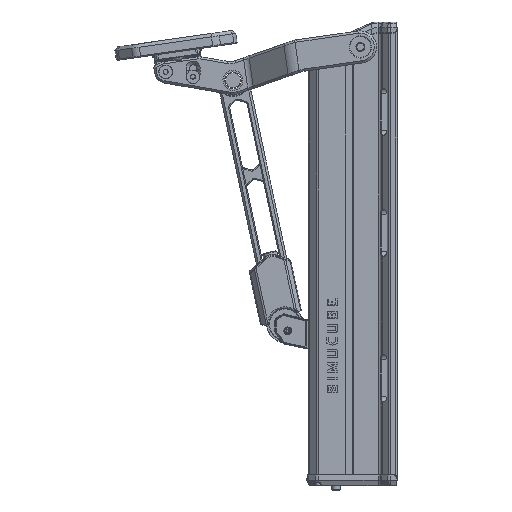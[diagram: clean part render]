
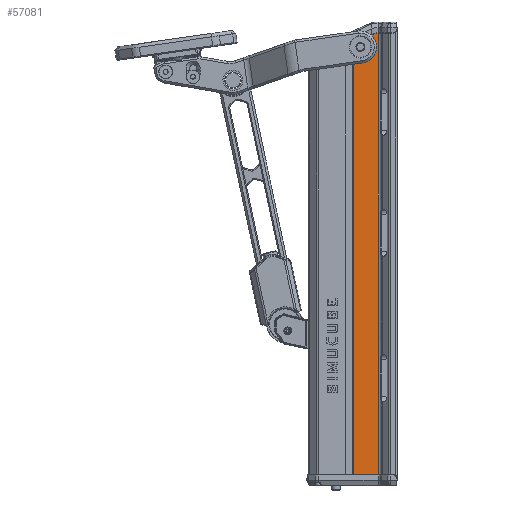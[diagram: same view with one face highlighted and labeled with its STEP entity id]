
A CAD part, left-side view. The second image highlights one B-rep face of the part: STEP entity #57081.
In plain terms, the highlighted planar face has unit normal (-1, 0, 0).
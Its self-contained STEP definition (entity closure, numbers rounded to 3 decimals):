
#2450=CIRCLE('',#61115,15.);
#2451=CIRCLE('',#61116,6.);
#3429=LINE('',#81894,#8870);
#6169=LINE('',#95253,#11610);
#7605=LINE('',#101391,#13046);
#7606=LINE('',#101394,#13047);
#8870=VECTOR('',#63052,10.);
#11610=VECTOR('',#70036,10.);
#13046=VECTOR('',#73646,0.5);
#13047=VECTOR('',#73649,10.);
#14544=FACE_BOUND('',#20717,.T.);
#17230=FACE_OUTER_BOUND('',#20716,.T.);
#20716=EDGE_LOOP('',(#49744,#49745,#49746,#49747,#49748));
#20717=EDGE_LOOP('',(#49749));
#23035=VERTEX_POINT('',#81891);
#23036=VERTEX_POINT('',#81893);
#25783=VERTEX_POINT('',#95250);
#25784=VERTEX_POINT('',#95252);
#26875=VERTEX_POINT('',#101393);
#26876=VERTEX_POINT('',#101396);
#28621=EDGE_CURVE('',#23036,#23035,#3429,.T.);
#32699=EDGE_CURVE('',#25784,#25783,#6169,.T.);
#34632=EDGE_CURVE('',#25784,#23035,#7605,.T.);
#34633=EDGE_CURVE('',#26875,#25783,#7606,.T.);
#34634=EDGE_CURVE('',#23036,#26875,#2450,.T.);
#34635=EDGE_CURVE('',#26876,#26876,#2451,.T.);
#49744=ORIENTED_EDGE('',*,*,#32699,.T.);
#49745=ORIENTED_EDGE('',*,*,#34633,.F.);
#49746=ORIENTED_EDGE('',*,*,#34634,.F.);
#49747=ORIENTED_EDGE('',*,*,#28621,.T.);
#49748=ORIENTED_EDGE('',*,*,#34632,.F.);
#49749=ORIENTED_EDGE('',*,*,#34635,.T.);
#54151=PLANE('',#61114);
#57081=ADVANCED_FACE('',(#17230,#14544),#54151,.T.);
#61114=AXIS2_PLACEMENT_3D('',#101392,#73647,#73648);
#61115=AXIS2_PLACEMENT_3D('',#101395,#73650,#73651);
#61116=AXIS2_PLACEMENT_3D('',#101397,#73652,#73653);
#63052=DIRECTION('',(0.,0.914,-0.407));
#70036=DIRECTION('',(0.,-1.,0.));
#73646=DIRECTION('',(0.,0.,1.));
#73647=DIRECTION('center_axis',(-1.,0.,0.));
#73648=DIRECTION('ref_axis',(0.,1.,0.));
#73649=DIRECTION('',(0.,0.,-1.));
#73650=DIRECTION('center_axis',(1.,0.,0.));
#73651=DIRECTION('ref_axis',(0.,0.208,0.978));
#73652=DIRECTION('center_axis',(1.,0.,0.));
#73653=DIRECTION('ref_axis',(0.,-1.,0.));
#81891=CARTESIAN_POINT('',(-36.,39.52,-8.691));
#81893=CARTESIAN_POINT('',(-36.,22.913,-1.297));
#81894=CARTESIAN_POINT('',(-36.,32.549,-5.587));
#95250=CARTESIAN_POINT('',(-36.,17.,-402.));
#95252=CARTESIAN_POINT('',(-36.,39.52,-402.));
#95253=CARTESIAN_POINT('',(-36.,27.933,-402.));
#101391=CARTESIAN_POINT('',(-36.,39.52,0.));
#101392=CARTESIAN_POINT('Origin',(-36.,14.,0.));
#101393=CARTESIAN_POINT('',(-36.,17.,-0.001));
#101394=CARTESIAN_POINT('',(-36.,17.,0.));
#101395=CARTESIAN_POINT('Origin',(-36.,16.812,-15.));
#101396=CARTESIAN_POINT('',(-36.,39.,-16.5));
#101397=CARTESIAN_POINT('Origin',(-36.,33.,-16.5));
